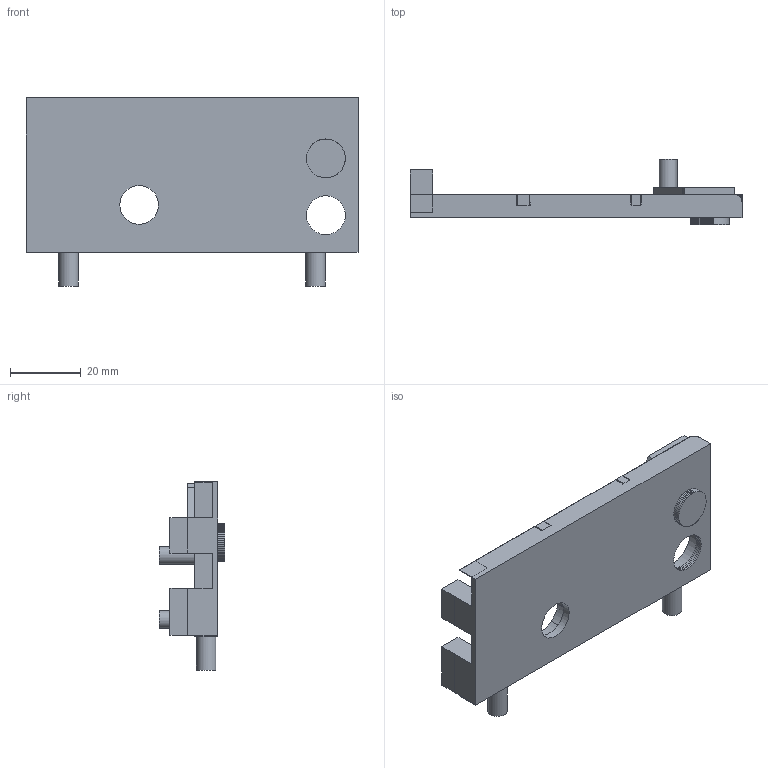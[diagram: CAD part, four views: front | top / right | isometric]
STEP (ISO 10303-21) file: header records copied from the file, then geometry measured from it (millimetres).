
FILE_DESCRIPTION(/* description */ (''),/* implementation_level */ '2;1');
FILE_NAME(/* name */ 'pletinaDispensador.step',/* time_stamp */ '2024-01-30T23:39:07+01:00',/* author */ (''),/* organization */ (''),/* preprocessor_version */ 'ST-DEVELOPER v20',/* originating_system */ 'Autodesk Translation Framework v12.14.0.127',/* authorisation */ '');
FILE_SCHEMA (('AUTOMOTIVE_DESIGN { 1 0 10303 214 3 1 1 }'));
Length unit declared in the file: millimetre
Products named in the file (1): Pletina Doble
Bounding box: 94.1 x 18.5 x 53.35 mm (x, y, z)
Volume: 25458.6 mm3; surface area: 12253 mm2
Topology: 2 solids, 2 shells, 869 faces, 2161 edges, 1267 vertices
Faces by surface type: plane 804, cylinder 65
Full cylindrical faces by diameter (mm): 5 x2, 5.5 x2, 6 x1, 10.99 x1, 15.15 x2
Entity records: 25027 total; most frequent: ORIENTED_EDGE 4330, CARTESIAN_POINT 4302, DIRECTION 4037, EDGE_CURVE 2165, LINE 2033, VECTOR 2033, VERTEX_POINT 1267, AXIS2_PLACEMENT_3D 1002
